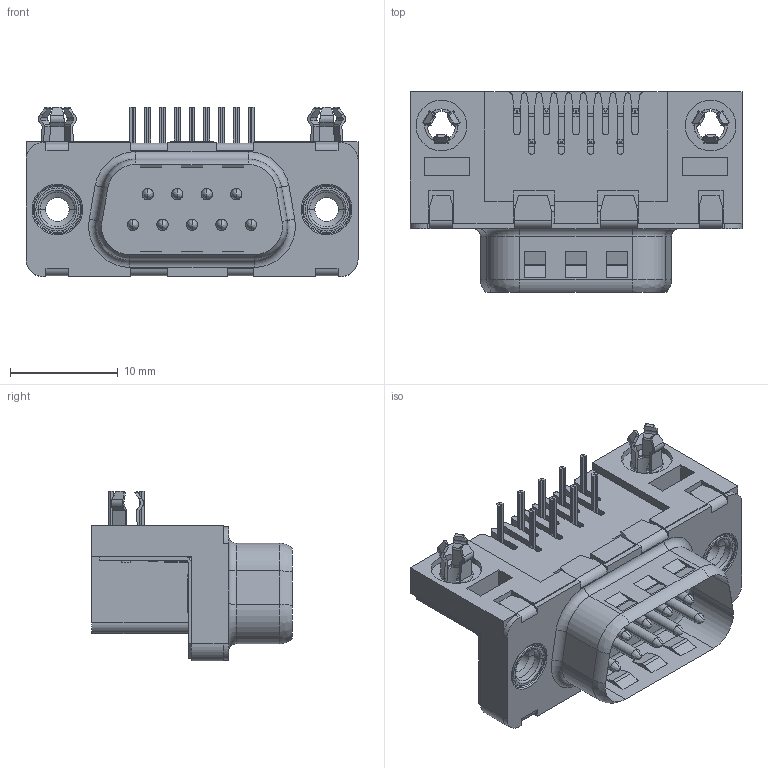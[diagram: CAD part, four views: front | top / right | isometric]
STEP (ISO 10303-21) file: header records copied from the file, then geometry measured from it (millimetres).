
FILE_DESCRIPTION((''),'2;1');
FILE_NAME('D09P33E4GX00LFC','2007-08-03T',('vrajkris'),('FCI - CDC Division'),'PRO/ENGINEER BY PARAMETRIC TECHNOLOGY CORPORATION, 2006140','PRO/ENGINEER BY PARAMETRIC TECHNOLOGY CORPORATION, 2006140','');
FILE_SCHEMA(('CONFIG_CONTROL_DESIGN'));
Length unit declared in the file: millimetre
Products named in the file (1): D09P33E4GX00LFC
Bounding box: 30.81 x 18.6 x 15.75 mm (x, y, z)
Volume: 2700.1 mm3; surface area: 3770.3 mm2
Topology: 1 solids, 3 shells, 1277 faces, 3575 edges, 2301 vertices
Faces by surface type: plane 756, cylinder 369, torus 104, bspline 40, cone 8
Entity records: 43420 total; most frequent: CARTESIAN_POINT 10086, ORIENTED_EDGE 7114, DIRECTION 6885, EDGE_CURVE 3557, VECTOR 2443, LINE 2443, VERTEX_POINT 2301, AXIS2_PLACEMENT_3D 2221
